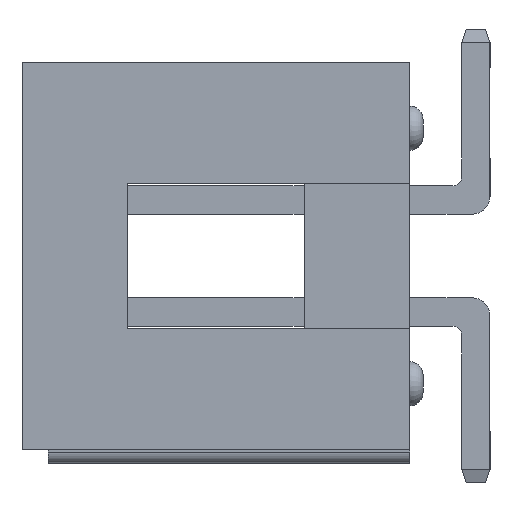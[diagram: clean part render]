
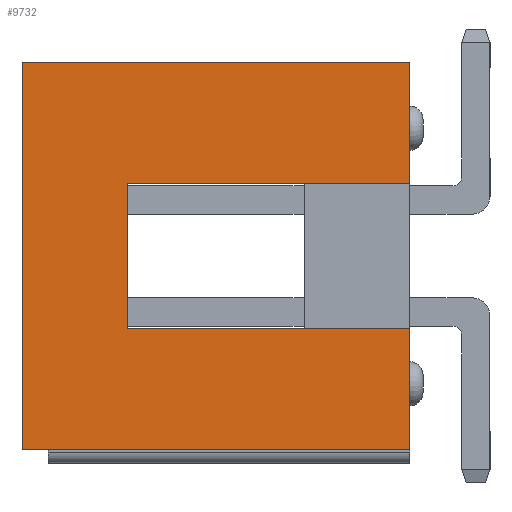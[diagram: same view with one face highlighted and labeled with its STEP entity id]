
A CAD part, left-side view. The second image highlights one B-rep face of the part: STEP entity #9732.
In plain terms, the highlighted planar face has unit normal (-1, 0, 0).
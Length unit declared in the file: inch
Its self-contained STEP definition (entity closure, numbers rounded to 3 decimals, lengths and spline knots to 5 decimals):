
#224 = CARTESIAN_POINT ( 'NONE',  ( 0., 0., -0.10827 ) ) ;
#850 = CARTESIAN_POINT ( 'NONE',  ( 0., 0., 0. ) ) ;
#1935 = VECTOR ( 'NONE', #3042, 39.37008 ) ;
#2206 = VERTEX_POINT ( 'NONE', #29994 ) ;
#2508 = ORIENTED_EDGE ( 'NONE', *, *, #24023, .T. ) ;
#3042 = DIRECTION ( 'NONE',  ( 0., -1., 0. ) ) ;
#3057 = FACE_OUTER_BOUND ( 'NONE', #29886, .T. ) ;
#3136 = EDGE_CURVE ( 'NONE', #4498, #17823, #13827, .T. ) ;
#4225 = PLANE ( 'NONE',  #5548 ) ;
#4363 = CARTESIAN_POINT ( 'NONE',  ( 0., 0.34646, 0. ) ) ;
#4498 = VERTEX_POINT ( 'NONE', #31758 ) ;
#4699 = LINE ( 'NONE', #34900, #11454 ) ;
#5332 = VECTOR ( 'NONE', #27571, 39.37008 ) ;
#5548 = AXIS2_PLACEMENT_3D ( 'NONE', #24452, #27338, #10045 ) ;
#5554 = CARTESIAN_POINT ( 'NONE',  ( 0., 0., -0.17362 ) ) ;
#6164 = VERTEX_POINT ( 'NONE', #32398 ) ;
#7209 = EDGE_CURVE ( 'NONE', #4498, #9047, #30375, .T. ) ;
#8572 = ORIENTED_EDGE ( 'NONE', *, *, #7209, .T. ) ;
#9047 = VERTEX_POINT ( 'NONE', #32049 ) ;
#9732 = ADVANCED_FACE ( 'NONE', ( #3057 ), #4225, .T. ) ;
#10045 = DIRECTION ( 'NONE',  ( 0., 0., 1. ) ) ;
#10562 = LINE ( 'NONE', #224, #1935 ) ;
#11454 = VECTOR ( 'NONE', #20476, 39.37008 ) ;
#12381 = EDGE_CURVE ( 'NONE', #26395, #23688, #25710, .T. ) ;
#13827 = LINE ( 'NONE', #36786, #21517 ) ;
#14002 = ORIENTED_EDGE ( 'NONE', *, *, #3136, .F. ) ;
#14152 = DIRECTION ( 'NONE',  ( 0., 0., -1. ) ) ;
#14189 = LINE ( 'NONE', #5554, #28648 ) ;
#15284 = DIRECTION ( 'NONE',  ( 0., 1., 0. ) ) ;
#16359 = CARTESIAN_POINT ( 'NONE',  ( 0., 0., -0.34646 ) ) ;
#16599 = ORIENTED_EDGE ( 'NONE', *, *, #36928, .T. ) ;
#16729 = ORIENTED_EDGE ( 'NONE', *, *, #24530, .F. ) ;
#17179 = LINE ( 'NONE', #17591, #23957 ) ;
#17591 = CARTESIAN_POINT ( 'NONE',  ( 0., 0.25197, -0.00039 ) ) ;
#17823 = VERTEX_POINT ( 'NONE', #16359 ) ;
#20476 = DIRECTION ( 'NONE',  ( 0., 1., 0. ) ) ;
#21460 = CARTESIAN_POINT ( 'NONE',  ( 0., 0.34646, -0.34646 ) ) ;
#21517 = VECTOR ( 'NONE', #37522, 39.37008 ) ;
#23377 = DIRECTION ( 'NONE',  ( 0., 0., 1. ) ) ;
#23688 = VERTEX_POINT ( 'NONE', #4363 ) ;
#23888 = CARTESIAN_POINT ( 'NONE',  ( 0., 0., 0. ) ) ;
#23957 = VECTOR ( 'NONE', #23377, 39.37008 ) ;
#24023 = EDGE_CURVE ( 'NONE', #6164, #2206, #10562, .T. ) ;
#24452 = CARTESIAN_POINT ( 'NONE',  ( 0., 0., -0.00039 ) ) ;
#24530 = EDGE_CURVE ( 'NONE', #26395, #2206, #14189, .T. ) ;
#24623 = EDGE_CURVE ( 'NONE', #17823, #29332, #4699, .T. ) ;
#24814 = VECTOR ( 'NONE', #15284, 39.37008 ) ;
#24859 = CARTESIAN_POINT ( 'NONE',  ( 0., 0., -0.23819 ) ) ;
#25474 = DIRECTION ( 'NONE',  ( 0., 1., 0. ) ) ;
#25710 = LINE ( 'NONE', #850, #24814 ) ;
#26395 = VERTEX_POINT ( 'NONE', #23888 ) ;
#27338 = DIRECTION ( 'NONE',  ( -1., 0., 0. ) ) ;
#27571 = DIRECTION ( 'NONE',  ( 0., 0., -1. ) ) ;
#27931 = ORIENTED_EDGE ( 'NONE', *, *, #12381, .T. ) ;
#28397 = LINE ( 'NONE', #36326, #5332 ) ;
#28648 = VECTOR ( 'NONE', #14152, 39.37008 ) ;
#29332 = VERTEX_POINT ( 'NONE', #21460 ) ;
#29457 = VECTOR ( 'NONE', #25474, 39.37008 ) ;
#29886 = EDGE_LOOP ( 'NONE', ( #27931, #16599, #34789, #14002, #8572, #33038, #2508, #16729 ) ) ;
#29994 = CARTESIAN_POINT ( 'NONE',  ( 0., 0., -0.10827 ) ) ;
#30375 = LINE ( 'NONE', #24859, #29457 ) ;
#31758 = CARTESIAN_POINT ( 'NONE',  ( 0., 0., -0.23819 ) ) ;
#31855 = EDGE_CURVE ( 'NONE', #9047, #6164, #17179, .T. ) ;
#32049 = CARTESIAN_POINT ( 'NONE',  ( 0., 0.25197, -0.23819 ) ) ;
#32398 = CARTESIAN_POINT ( 'NONE',  ( 0., 0.25197, -0.10827 ) ) ;
#33038 = ORIENTED_EDGE ( 'NONE', *, *, #31855, .T. ) ;
#34789 = ORIENTED_EDGE ( 'NONE', *, *, #24623, .F. ) ;
#34900 = CARTESIAN_POINT ( 'NONE',  ( 0., 0., -0.34646 ) ) ;
#36326 = CARTESIAN_POINT ( 'NONE',  ( 0., 0.34646, -0.34685 ) ) ;
#36786 = CARTESIAN_POINT ( 'NONE',  ( 0., 0., -0.17362 ) ) ;
#36928 = EDGE_CURVE ( 'NONE', #23688, #29332, #28397, .T. ) ;
#37522 = DIRECTION ( 'NONE',  ( 0., 0., -1. ) ) ;
